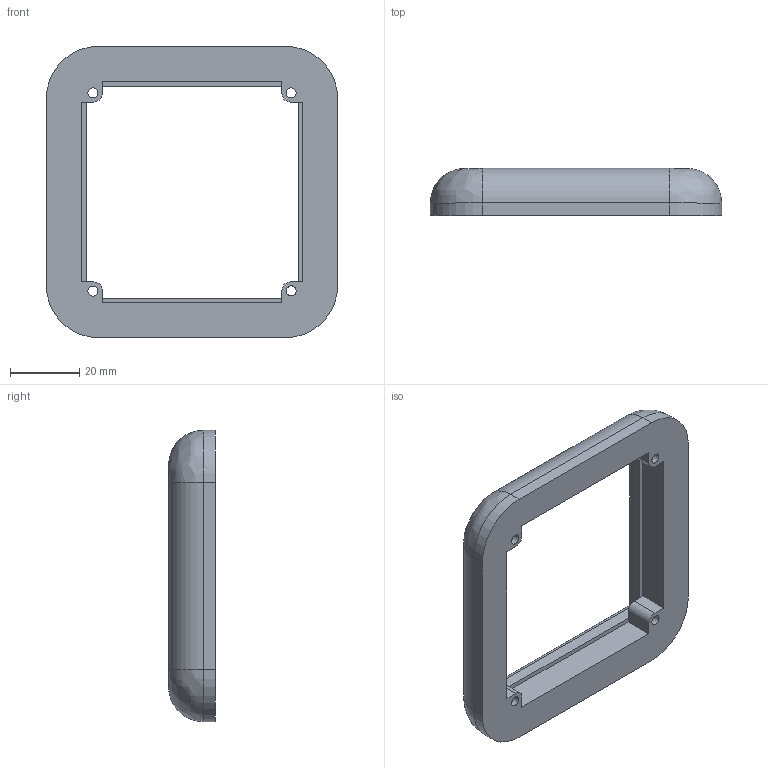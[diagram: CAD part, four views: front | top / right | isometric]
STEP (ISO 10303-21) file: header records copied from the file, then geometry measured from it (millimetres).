
FILE_DESCRIPTION(/* description */ (''),/* implementation_level */ '2;1');
FILE_NAME(/* name */ 'MiddleFrame.step',/* time_stamp */ '2025-06-24T22:01:15-05:00',/* author */ (''),/* organization */ (''),/* preprocessor_version */ 'ST-DEVELOPER v20.1',/* originating_system */ 'Autodesk Translation Framework v14.10.0.0',/* authorisation */ '');
FILE_SCHEMA (('AUTOMOTIVE_DESIGN { 1 0 10303 214 3 1 1 }'));
Length unit declared in the file: millimetre
Products named in the file (1): Frame 2
Bounding box: 84 x 13.5 x 84 mm (x, y, z)
Volume: 33617.7 mm3; surface area: 12675.9 mm2
Topology: 1 solids, 1 shells, 53 faces, 136 edges, 84 vertices
Faces by surface type: plane 29, cylinder 20, bspline 4
Full cylindrical faces by diameter (mm): 2.9 x4
Entity records: 1703 total; most frequent: CARTESIAN_POINT 370, ORIENTED_EDGE 272, DIRECTION 264, EDGE_CURVE 136, LINE 92, VECTOR 92, AXIS2_PLACEMENT_3D 86, VERTEX_POINT 84
